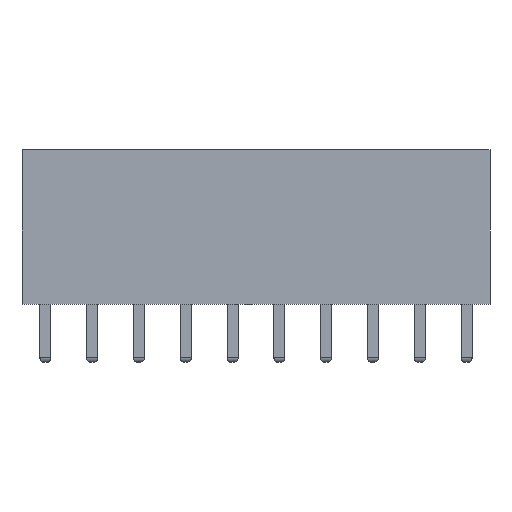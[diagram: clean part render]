
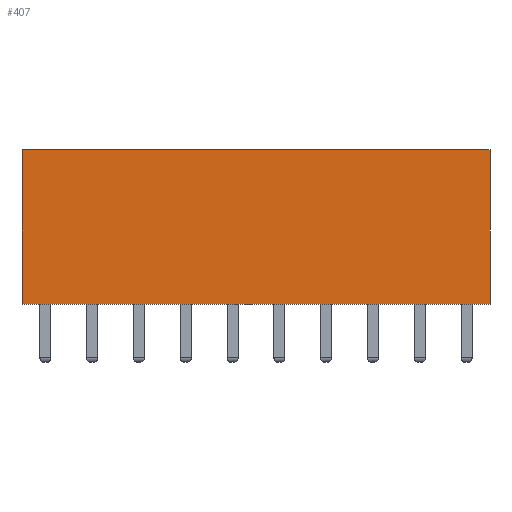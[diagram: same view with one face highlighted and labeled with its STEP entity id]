
A CAD part, left-side view. The second image highlights one B-rep face of the part: STEP entity #407.
In plain terms, the highlighted planar face has unit normal (-1, 0, 0).
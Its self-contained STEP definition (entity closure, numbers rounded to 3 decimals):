
#43 = VERTEX_POINT ( 'NONE', #3589 ) ;
#332 = EDGE_CURVE ( 'NONE', #43, #2585, #1348, .T. ) ;
#366 = EDGE_LOOP ( 'NONE', ( #4589, #4498, #1731, #5107 ) ) ;
#398 = CARTESIAN_POINT ( 'NONE',  ( -1.25, 0., 0. ) ) ;
#407 = ADVANCED_FACE ( 'NONE', ( #3722 ), #2037, .F. ) ;
#575 = CARTESIAN_POINT ( 'NONE',  ( -1.25, 12.7, 8.4 ) ) ;
#603 = LINE ( 'NONE', #2304, #4812 ) ;
#1167 = DIRECTION ( 'NONE',  ( 0., 1., 0. ) ) ;
#1207 = VECTOR ( 'NONE', #1167, 1000. ) ;
#1348 = LINE ( 'NONE', #2392, #1207 ) ;
#1353 = CARTESIAN_POINT ( 'NONE',  ( -1.25, 12.7, 0. ) ) ;
#1389 = LINE ( 'NONE', #5017, #5208 ) ;
#1416 = CARTESIAN_POINT ( 'NONE',  ( -1.25, -12.7, 8.4 ) ) ;
#1527 = CARTESIAN_POINT ( 'NONE',  ( -1.25, 12.7, 0. ) ) ;
#1579 = EDGE_CURVE ( 'NONE', #2585, #4861, #4063, .T. ) ;
#1731 = ORIENTED_EDGE ( 'NONE', *, *, #1776, .F. ) ;
#1776 = EDGE_CURVE ( 'NONE', #1947, #43, #1389, .T. ) ;
#1947 = VERTEX_POINT ( 'NONE', #1416 ) ;
#2037 = PLANE ( 'NONE',  #2707 ) ;
#2304 = CARTESIAN_POINT ( 'NONE',  ( -1.25, -12.7, 8.4 ) ) ;
#2392 = CARTESIAN_POINT ( 'NONE',  ( -1.25, 0., 0. ) ) ;
#2467 = DIRECTION ( 'NONE',  ( 0., 0., -1. ) ) ;
#2497 = EDGE_CURVE ( 'NONE', #1947, #4861, #603, .T. ) ;
#2585 = VERTEX_POINT ( 'NONE', #1527 ) ;
#2707 = AXIS2_PLACEMENT_3D ( 'NONE', #398, #4900, #2467 ) ;
#2996 = DIRECTION ( 'NONE',  ( 0., 0., -1. ) ) ;
#3557 = DIRECTION ( 'NONE',  ( 0., 1., 0. ) ) ;
#3589 = CARTESIAN_POINT ( 'NONE',  ( -1.25, -12.7, 0. ) ) ;
#3722 = FACE_OUTER_BOUND ( 'NONE', #366, .T. ) ;
#4063 = LINE ( 'NONE', #1353, #5022 ) ;
#4226 = DIRECTION ( 'NONE',  ( 0., 0., 1. ) ) ;
#4498 = ORIENTED_EDGE ( 'NONE', *, *, #332, .F. ) ;
#4589 = ORIENTED_EDGE ( 'NONE', *, *, #1579, .F. ) ;
#4812 = VECTOR ( 'NONE', #3557, 1000. ) ;
#4861 = VERTEX_POINT ( 'NONE', #575 ) ;
#4900 = DIRECTION ( 'NONE',  ( 1., 0., 0. ) ) ;
#5017 = CARTESIAN_POINT ( 'NONE',  ( -1.25, -12.7, 8.4 ) ) ;
#5022 = VECTOR ( 'NONE', #4226, 1000. ) ;
#5107 = ORIENTED_EDGE ( 'NONE', *, *, #2497, .T. ) ;
#5208 = VECTOR ( 'NONE', #2996, 1000. ) ;
